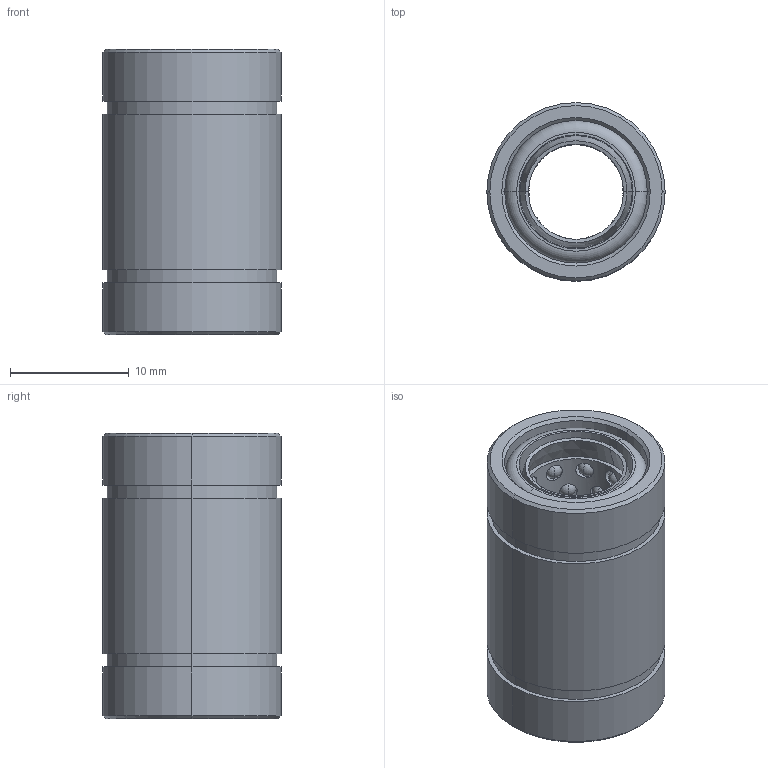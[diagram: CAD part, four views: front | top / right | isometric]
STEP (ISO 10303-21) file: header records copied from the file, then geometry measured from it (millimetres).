
FILE_DESCRIPTION (( 'STEP AP203' ), '1' );
FILE_NAME ('6485K23_Linear and Rotary Ball Bearing.STEP', '2024-01-30T14:15:01', ( 'Administrator' ), ( 'Managed by Terraform' ), 'SwSTEP 2.0', 'SolidWorks 2017', '' );
FILE_SCHEMA (( 'CONFIG_CONTROL_DESIGN' ));
Length unit declared in the file: millimetre
Products named in the file (1): 6485K23_Linear and Rotary Ball Bearing
Bounding box: 15 x 15 x 24 mm (x, y, z)
Volume: 2032.3 mm3; surface area: 3889.6 mm2
Topology: 34 solids, 34 shells, 214 faces, 532 edges, 358 vertices
Faces by surface type: sphere 60, bspline 60, cylinder 56, cone 20, plane 14, torus 4
Entity records: 10819 total; most frequent: CARTESIAN_POINT 6955, ORIENTED_EDGE 764, DIRECTION 640, EDGE_CURVE 382, AXIS2_PLACEMENT_3D 295, VERTEX_POINT 268, EDGE_LOOP 254, ADVANCED_FACE 214
